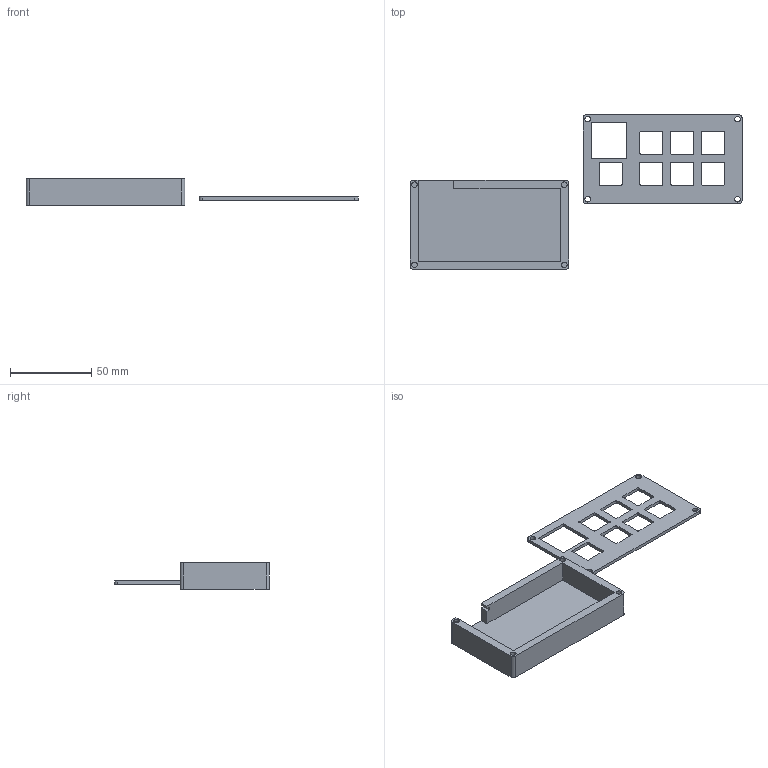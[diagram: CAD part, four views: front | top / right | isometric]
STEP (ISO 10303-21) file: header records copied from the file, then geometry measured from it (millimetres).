
FILE_DESCRIPTION(('FreeCAD Model'),'2;1');
FILE_NAME('Open CASCADE Shape Model','2026-02-02T19:49:19',(''),(''), 'Open CASCADE STEP processor 7.8','FreeCAD','Unknown');
FILE_SCHEMA(('AUTOMOTIVE_DESIGN { 1 0 10303 214 1 1 1 1 }'));
Length unit declared in the file: millimetre
Products named in the file (3): Hackpad; Unten; Oben001
Assembly tree (2 placements, depth 2):
  Hackpad
    Unten
    Oben001
Bounding box: 204.84 x 95.43 x 16.1 mm (x, y, z)
Volume: 39870.9 mm3; surface area: 27910.1 mm2
Topology: 2 solids, 2 shells, 107 faces, 303 edges, 202 vertices
Faces by surface type: plane 63, cylinder 44
Full cylindrical faces by diameter (mm): 3.4 x8
Entity records: 3607 total; most frequent: CARTESIAN_POINT 615, DIRECTION 615, ORIENTED_EDGE 606, EDGE_CURVE 303, LINE 211, VECTOR 211, AXIS2_PLACEMENT_3D 202, VERTEX_POINT 202
